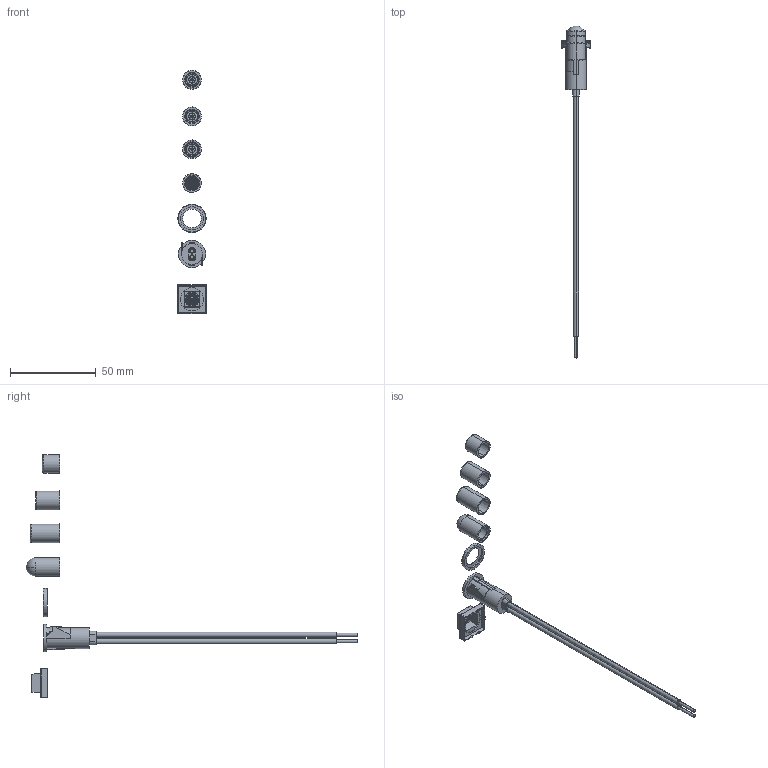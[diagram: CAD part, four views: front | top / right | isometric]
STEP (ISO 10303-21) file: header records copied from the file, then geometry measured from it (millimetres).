
FILE_DESCRIPTION (( 'STEP AP203' ), '1' );
FILE_NAME ('980_Series.STEP', '2019-08-28T15:47:26', ( 'user' ), ( 'Microsoft' ), 'SwSTEP 2.0', 'SolidWorks 2018', '' );
FILE_SCHEMA (( 'CONFIG_CONTROL_DESIGN' ));
Length unit declared in the file: inch
Products named in the file (10): -941-099-XXX; -941-095-XXX; -980000-XX-00X_HOUSING_P740691_Wire; -941-098-XXX; -941-096-4XX_LENS_P740714; -882-246-XXX_BACKUPPLATE; -882-2XX-01X_BEZEL_P740753_CRIMP; -882-2XX-01X_LENS RETAINER_P741039_CRIMP; -941-097-XXX; 980_Series
Assembly tree (9 placements, depth 2):
  980_Series
    -980000-XX-00X_HOUSING_P740691_Wire
    -941-096-4XX_LENS_P740714
    -882-2XX-01X_BEZEL_P740753_CRIMP
    -941-097-XXX
    -941-099-XXX
    -941-095-XXX
    -941-098-XXX
    -882-246-XXX_BACKUPPLATE
    -882-2XX-01X_LENS RETAINER_P741039_CRIMP
Bounding box: 16.82 x 193.09 x 141.6 mm (x, y, z)
Volume: 6212.6 mm3; surface area: 12791.2 mm2
Topology: 12 solids, 12 shells, 602 faces, 1500 edges, 953 vertices
Faces by surface type: cylinder 215, plane 206, torus 87, cone 70, sphere 24
Entity records: 20955 total; most frequent: CARTESIAN_POINT 5568, DIRECTION 3068, ORIENTED_EDGE 2978, EDGE_CURVE 1489, AXIS2_PLACEMENT_3D 1211, VERTEX_POINT 946, EDGE_LOOP 647, LINE 646
